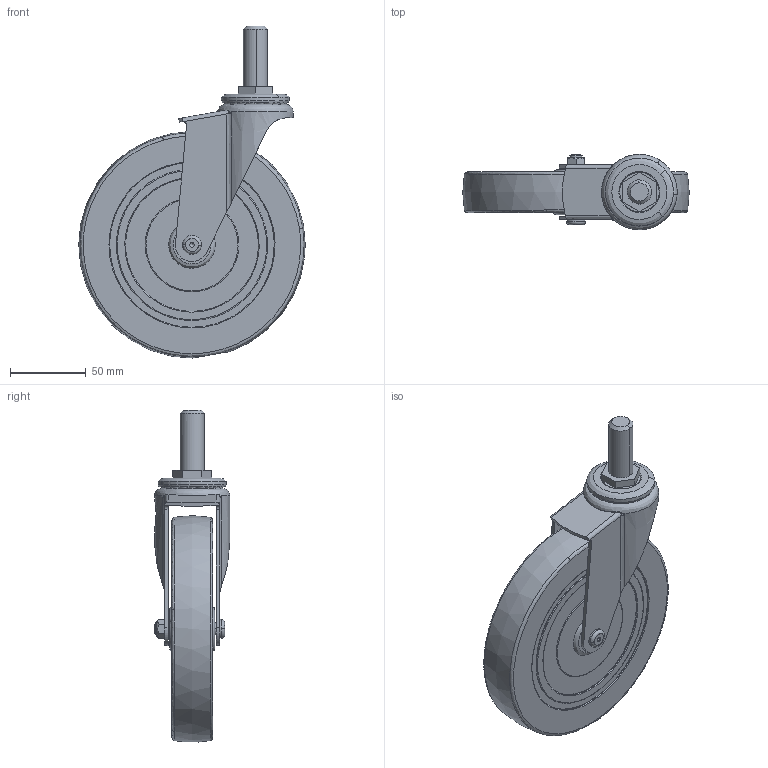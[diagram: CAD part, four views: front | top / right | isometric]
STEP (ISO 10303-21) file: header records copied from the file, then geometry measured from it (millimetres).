
FILE_DESCRIPTION((''),'2;1');
FILE_NAME('','2005-12-15T17:05:08',(''),(''),'','CADfix','');
FILE_SCHEMA(('AUTOMOTIVE_DESIGN'));
Length unit declared in the file: millimetre
Products named in the file (6): body; wheel; mounting plate; main shaft; axle; No_420_EA_R150_6_28034_36
Assembly tree (5 placements, depth 2):
  No_420_EA_R150_6_28034_36
    body
    wheel
    mounting plate
    main shaft
    axle
Bounding box: 150 x 50.3 x 219.89 mm (x, y, z)
Volume: 512105.7 mm3; surface area: 83776.7 mm2
Topology: 5 solids, 5 shells, 230 faces, 734 edges, 551 vertices
Faces by surface type: bspline 230
Entity records: 13109 total; most frequent: CARTESIAN_POINT 9015, ORIENTED_EDGE 1464, EDGE_CURVE 732, VERTEX_POINT 551, EDGE_LOOP 315, FACE_OUTER_BOUND 230, ADVANCED_FACE 230, QUASI_UNIFORM_CURVE 151
